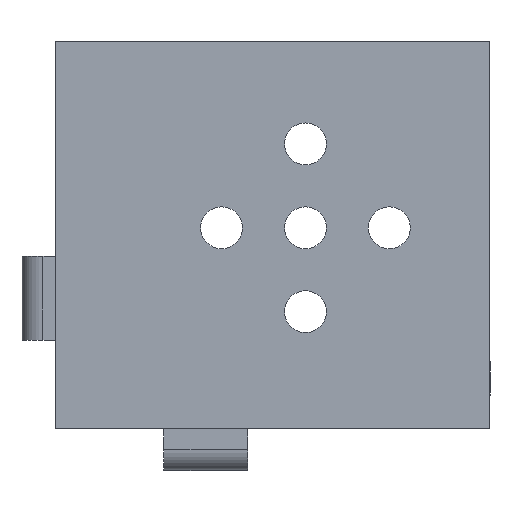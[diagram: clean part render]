
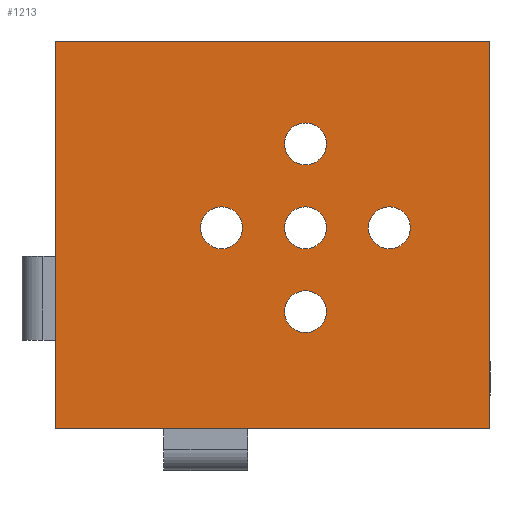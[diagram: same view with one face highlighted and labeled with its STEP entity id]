
A CAD part, front view. The second image highlights one B-rep face of the part: STEP entity #1213.
In plain terms, the highlighted planar face has unit normal (0, -1, 0).
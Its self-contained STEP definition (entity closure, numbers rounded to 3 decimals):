
#59=FACE_BOUND('',#210,.T.);
#60=FACE_BOUND('',#211,.T.);
#61=FACE_BOUND('',#212,.T.);
#62=FACE_BOUND('',#213,.T.);
#63=FACE_BOUND('',#214,.T.);
#90=CIRCLE('',#1316,2.5);
#91=CIRCLE('',#1317,2.5);
#92=CIRCLE('',#1318,2.5);
#93=CIRCLE('',#1319,2.5);
#94=CIRCLE('',#1320,2.5);
#129=FACE_OUTER_BOUND('',#209,.T.);
#209=EDGE_LOOP('',(#954,#955,#956,#957));
#210=EDGE_LOOP('',(#958));
#211=EDGE_LOOP('',(#959));
#212=EDGE_LOOP('',(#960));
#213=EDGE_LOOP('',(#961));
#214=EDGE_LOOP('',(#962));
#254=LINE('',#1726,#382);
#328=LINE('',#1914,#456);
#330=LINE('',#1924,#458);
#331=LINE('',#1929,#459);
#382=VECTOR('',#1378,10.);
#456=VECTOR('',#1536,10.);
#458=VECTOR('',#1548,10.);
#459=VECTOR('',#1555,10.);
#510=VERTEX_POINT('',#1724);
#511=VERTEX_POINT('',#1725);
#582=VERTEX_POINT('',#1911);
#583=VERTEX_POINT('',#1913);
#588=VERTEX_POINT('',#1930);
#589=VERTEX_POINT('',#1932);
#590=VERTEX_POINT('',#1934);
#591=VERTEX_POINT('',#1936);
#592=VERTEX_POINT('',#1938);
#624=EDGE_CURVE('',#510,#511,#254,.T.);
#717=EDGE_CURVE('',#583,#582,#328,.T.);
#723=EDGE_CURVE('',#582,#510,#330,.T.);
#725=EDGE_CURVE('',#511,#583,#331,.T.);
#726=EDGE_CURVE('',#588,#588,#90,.T.);
#727=EDGE_CURVE('',#589,#589,#91,.T.);
#728=EDGE_CURVE('',#590,#590,#92,.T.);
#729=EDGE_CURVE('',#591,#591,#93,.T.);
#730=EDGE_CURVE('',#592,#592,#94,.T.);
#954=ORIENTED_EDGE('',*,*,#624,.T.);
#955=ORIENTED_EDGE('',*,*,#725,.T.);
#956=ORIENTED_EDGE('',*,*,#717,.T.);
#957=ORIENTED_EDGE('',*,*,#723,.T.);
#958=ORIENTED_EDGE('',*,*,#726,.T.);
#959=ORIENTED_EDGE('',*,*,#727,.T.);
#960=ORIENTED_EDGE('',*,*,#728,.T.);
#961=ORIENTED_EDGE('',*,*,#729,.T.);
#962=ORIENTED_EDGE('',*,*,#730,.T.);
#1164=PLANE('',#1315);
#1213=ADVANCED_FACE('',(#129,#59,#60,#61,#62,#63),#1164,.T.);
#1315=AXIS2_PLACEMENT_3D('',#1928,#1553,#1554);
#1316=AXIS2_PLACEMENT_3D('',#1931,#1556,#1557);
#1317=AXIS2_PLACEMENT_3D('',#1933,#1558,#1559);
#1318=AXIS2_PLACEMENT_3D('',#1935,#1560,#1561);
#1319=AXIS2_PLACEMENT_3D('',#1937,#1562,#1563);
#1320=AXIS2_PLACEMENT_3D('',#1939,#1564,#1565);
#1378=DIRECTION('',(0.,0.,1.));
#1536=DIRECTION('',(0.,0.,-1.));
#1548=DIRECTION('',(1.,0.,0.));
#1553=DIRECTION('center_axis',(0.,-1.,0.));
#1554=DIRECTION('ref_axis',(0.,0.,-1.));
#1555=DIRECTION('',(-1.,0.,0.));
#1556=DIRECTION('center_axis',(0.,1.,0.));
#1557=DIRECTION('ref_axis',(0.,0.,1.));
#1558=DIRECTION('center_axis',(0.,1.,0.));
#1559=DIRECTION('ref_axis',(0.,0.,1.));
#1560=DIRECTION('center_axis',(0.,1.,0.));
#1561=DIRECTION('ref_axis',(0.,0.,1.));
#1562=DIRECTION('center_axis',(0.,1.,0.));
#1563=DIRECTION('ref_axis',(0.,0.,1.));
#1564=DIRECTION('center_axis',(0.,1.,0.));
#1565=DIRECTION('ref_axis',(0.,0.,1.));
#1724=CARTESIAN_POINT('',(21.59,90.886,-457.528));
#1725=CARTESIAN_POINT('',(21.59,90.886,-411.369));
#1726=CARTESIAN_POINT('',(21.59,90.886,-431.09));
#1911=CARTESIAN_POINT('',(-30.195,90.886,-457.528));
#1913=CARTESIAN_POINT('',(-30.195,90.886,-411.369));
#1914=CARTESIAN_POINT('',(-30.195,90.886,-433.059));
#1924=CARTESIAN_POINT('',(19.59,90.886,-457.528));
#1928=CARTESIAN_POINT('Origin',(17.59,90.886,-408.59));
#1929=CARTESIAN_POINT('',(17.59,90.886,-411.369));
#1930=CARTESIAN_POINT('',(-0.41,90.886,-426.09));
#1931=CARTESIAN_POINT('Origin',(-0.41,90.886,-423.59));
#1932=CARTESIAN_POINT('',(-0.41,90.886,-436.09));
#1933=CARTESIAN_POINT('Origin',(-0.41,90.886,-433.59));
#1934=CARTESIAN_POINT('',(-0.41,90.886,-446.09));
#1935=CARTESIAN_POINT('Origin',(-0.41,90.886,-443.59));
#1936=CARTESIAN_POINT('',(-10.41,90.886,-436.09));
#1937=CARTESIAN_POINT('Origin',(-10.41,90.886,-433.59));
#1938=CARTESIAN_POINT('',(9.59,90.886,-436.09));
#1939=CARTESIAN_POINT('Origin',(9.59,90.886,-433.59));
